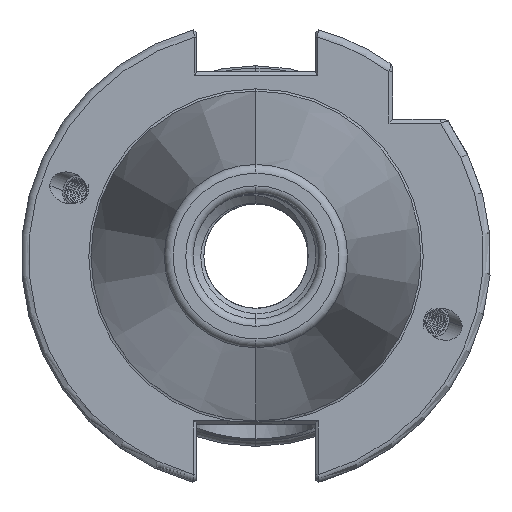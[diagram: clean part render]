
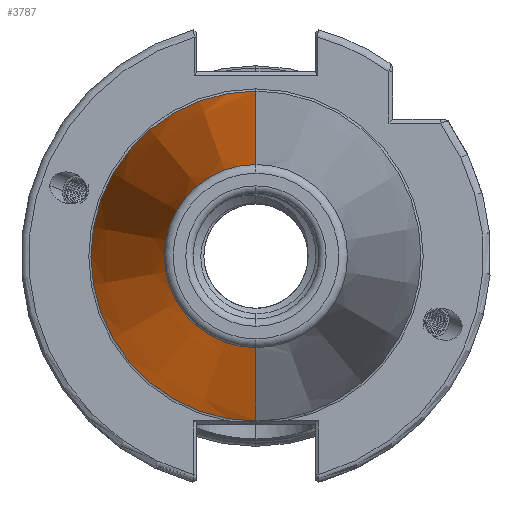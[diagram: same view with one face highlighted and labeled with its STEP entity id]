
A CAD part, left-side view. The second image highlights one B-rep face of the part: STEP entity #3787.
In plain terms, the highlighted conical face has half-angle 8.297 degrees and reference radius 22.692 mm.
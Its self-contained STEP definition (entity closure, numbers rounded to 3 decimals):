
#1309 = CARTESIAN_POINT ( 'NONE',  ( -70.573, 0., 12.4 ) ) ;
#3787 = ADVANCED_FACE ( 'NONE', ( #21210 ), #21235, .T. ) ;
#8664 = DIRECTION ( 'NONE',  ( 0., 0., -1. ) ) ;
#8673 = DIRECTION ( 'NONE',  ( 1., 0., 0. ) ) ;
#8708 = CARTESIAN_POINT ( 'NONE',  ( 0., 0., 0. ) ) ;
#11104 = EDGE_LOOP ( 'NONE', ( #16880, #16897, #16882, #16837 ) ) ;
#13084 = VERTEX_POINT ( 'NONE', #19527 ) ;
#13089 = VERTEX_POINT ( 'NONE', #19536 ) ;
#13131 = VERTEX_POINT ( 'NONE', #19534 ) ;
#13163 = VERTEX_POINT ( 'NONE', #1309 ) ;
#16837 = ORIENTED_EDGE ( 'NONE', *, *, #17422, .F. ) ;
#16880 = ORIENTED_EDGE ( 'NONE', *, *, #17211, .T. ) ;
#16882 = ORIENTED_EDGE ( 'NONE', *, *, #17434, .F. ) ;
#16897 = ORIENTED_EDGE ( 'NONE', *, *, #17424, .T. ) ;
#17211 = EDGE_CURVE ( 'NONE', #13131, #13163, #25287, .T. ) ;
#17422 = EDGE_CURVE ( 'NONE', #13131, #13089, #25383, .T. ) ;
#17424 = EDGE_CURVE ( 'NONE', #13163, #13084, #25397, .T. ) ;
#17434 = EDGE_CURVE ( 'NONE', #13089, #13084, #25423, .T. ) ;
#19527 = CARTESIAN_POINT ( 'NONE',  ( -2.5, 0., 22.327 ) ) ;
#19534 = CARTESIAN_POINT ( 'NONE',  ( -70.573, 0., -12.4 ) ) ;
#19536 = CARTESIAN_POINT ( 'NONE',  ( -2.5, 0., -22.327 ) ) ;
#21210 = FACE_OUTER_BOUND ( 'NONE', #11104, .T. ) ;
#21235 = CONICAL_SURFACE ( 'NONE', #23241, 22.692, 0.145 ) ;
#23241 = AXIS2_PLACEMENT_3D ( 'NONE', #8708, #8673, #8664 ) ;
#23883 = AXIS2_PLACEMENT_3D ( 'NONE', #40354, #40347, #40352 ) ;
#23921 = AXIS2_PLACEMENT_3D ( 'NONE', #32270, #32313, #32291 ) ;
#25287 = CIRCLE ( 'NONE', #23883, 12.4 ) ;
#25354 = VECTOR ( 'NONE', #32197, 1000. ) ;
#25383 = LINE ( 'NONE', #32194, #25354 ) ;
#25397 = LINE ( 'NONE', #32201, #25398 ) ;
#25398 = VECTOR ( 'NONE', #32177, 1000. ) ;
#25423 = CIRCLE ( 'NONE', #23921, 22.327 ) ;
#32177 = DIRECTION ( 'NONE',  ( 0.99, 0., 0.144 ) ) ;
#32194 = CARTESIAN_POINT ( 'NONE',  ( 0., 0., -22.692 ) ) ;
#32197 = DIRECTION ( 'NONE',  ( 0.99, 0., -0.144 ) ) ;
#32201 = CARTESIAN_POINT ( 'NONE',  ( 0., 0., 22.692 ) ) ;
#32270 = CARTESIAN_POINT ( 'NONE',  ( -2.5, 0., 0. ) ) ;
#32291 = DIRECTION ( 'NONE',  ( 0., 0., -1. ) ) ;
#32313 = DIRECTION ( 'NONE',  ( 1., 0., 0. ) ) ;
#40347 = DIRECTION ( 'NONE',  ( 1., 0., 0. ) ) ;
#40352 = DIRECTION ( 'NONE',  ( 0., 0., 1. ) ) ;
#40354 = CARTESIAN_POINT ( 'NONE',  ( -70.573, 0., 0. ) ) ;
